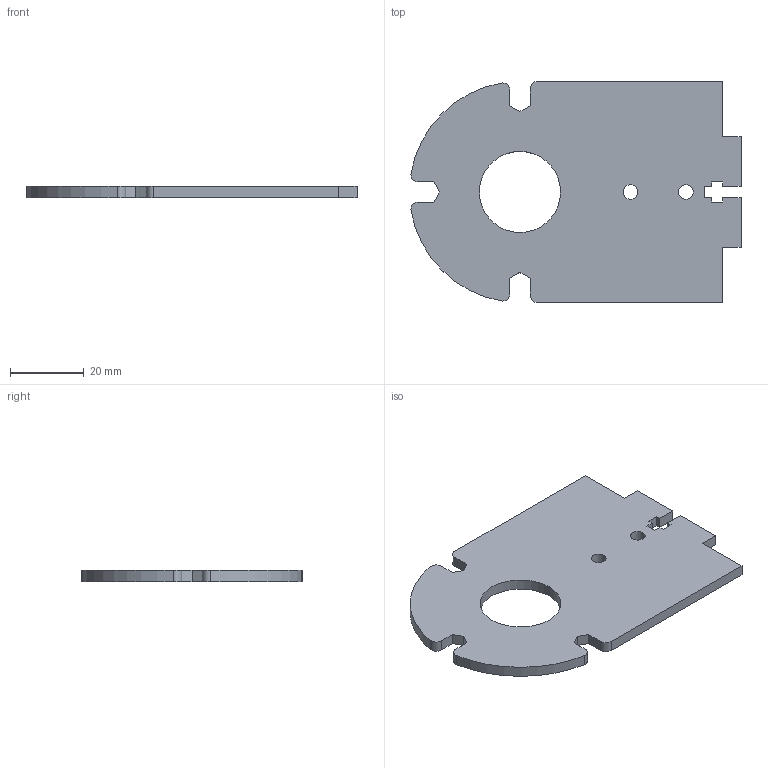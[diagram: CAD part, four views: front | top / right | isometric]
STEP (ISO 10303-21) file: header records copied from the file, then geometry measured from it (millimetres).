
FILE_DESCRIPTION((''),'2;1');
FILE_NAME('OBMP-BTP-P3-1641','2023-10-11T21:02:08',('ccha425'),('Department of Mechanical Engineering, The University of Auckland'),'CREO PARAMETRIC BY PTC INC, 2017260','CREO PARAMETRIC BY PTC INC, 2017260','');
FILE_SCHEMA(('CONFIG_CONTROL_DESIGN'));
Length unit declared in the file: millimetre
Products named in the file (1): OBMP-BTP-P3-1641
Bounding box: 89.59 x 60 x 3 mm (x, y, z)
Volume: 12879.4 mm3; surface area: 9872.4 mm2
Topology: 1 solids, 1 shells, 47 faces, 135 edges, 90 vertices
Faces by surface type: plane 33, cylinder 14
Entity records: 1587 total; most frequent: CARTESIAN_POINT 272, ORIENTED_EDGE 270, DIRECTION 257, EDGE_CURVE 135, VECTOR 107, LINE 107, VERTEX_POINT 90, AXIS2_PLACEMENT_3D 75
